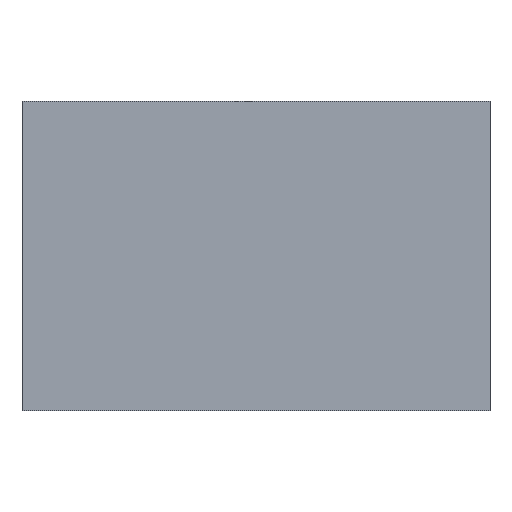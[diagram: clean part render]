
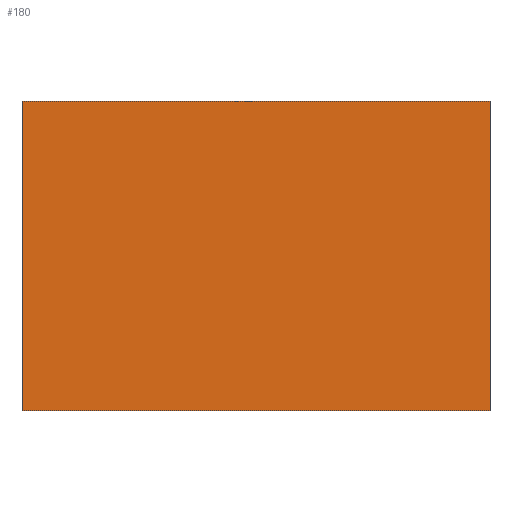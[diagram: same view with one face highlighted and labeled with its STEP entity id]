
A CAD part, left-side view. The second image highlights one B-rep face of the part: STEP entity #180.
In plain terms, the highlighted planar face has unit normal (-1, 0, 0).
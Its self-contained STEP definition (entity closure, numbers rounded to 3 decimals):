
#24=FACE_OUTER_BOUND('',#34,.T.);
#34=EDGE_LOOP('',(#133,#134,#135,#136));
#48=LINE('',#295,#68);
#49=LINE('',#298,#69);
#50=LINE('',#300,#70);
#51=LINE('',#301,#71);
#68=VECTOR('',#243,10.);
#69=VECTOR('',#246,10.);
#70=VECTOR('',#247,10.);
#71=VECTOR('',#248,10.);
#87=VERTEX_POINT('',#291);
#88=VERTEX_POINT('',#293);
#89=VERTEX_POINT('',#297);
#90=VERTEX_POINT('',#299);
#106=EDGE_CURVE('',#87,#88,#48,.T.);
#107=EDGE_CURVE('',#89,#87,#49,.T.);
#108=EDGE_CURVE('',#90,#88,#50,.T.);
#109=EDGE_CURVE('',#89,#90,#51,.T.);
#133=ORIENTED_EDGE('',*,*,#107,.T.);
#134=ORIENTED_EDGE('',*,*,#106,.T.);
#135=ORIENTED_EDGE('',*,*,#108,.F.);
#136=ORIENTED_EDGE('',*,*,#109,.F.);
#171=PLANE('',#215);
#180=ADVANCED_FACE('',(#24),#171,.T.);
#215=AXIS2_PLACEMENT_3D('',#296,#244,#245);
#243=DIRECTION('',(0.,0.,1.));
#244=DIRECTION('center_axis',(-1.,0.,0.));
#245=DIRECTION('ref_axis',(0.,-1.,0.));
#246=DIRECTION('',(0.,-1.,0.));
#247=DIRECTION('',(0.,-1.,0.));
#248=DIRECTION('',(0.,0.,1.));
#291=CARTESIAN_POINT('',(-17.75,-37.623,0.));
#293=CARTESIAN_POINT('',(-17.75,-37.623,20.));
#295=CARTESIAN_POINT('',(-17.75,-37.623,0.));
#296=CARTESIAN_POINT('Origin',(-17.75,-7.377,0.));
#297=CARTESIAN_POINT('',(-17.75,-7.377,0.));
#298=CARTESIAN_POINT('',(-17.75,0.,0.));
#299=CARTESIAN_POINT('',(-17.75,-7.377,20.));
#300=CARTESIAN_POINT('',(-17.75,0.,20.));
#301=CARTESIAN_POINT('',(-17.75,-7.377,0.));
